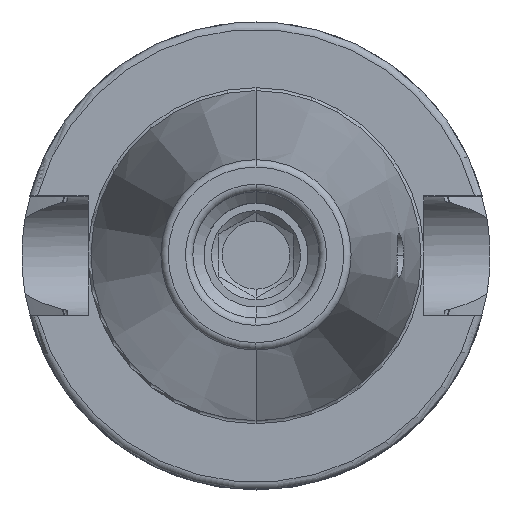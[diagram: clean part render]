
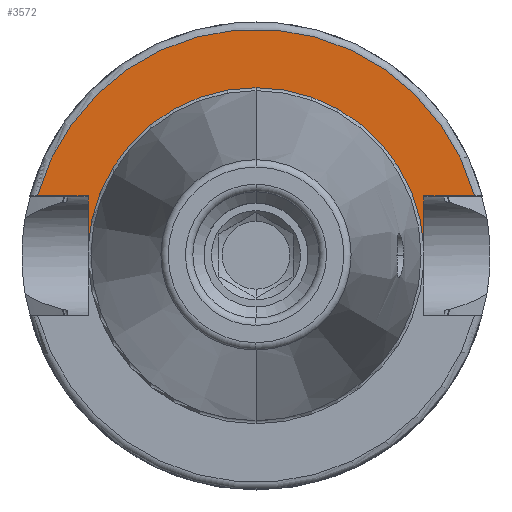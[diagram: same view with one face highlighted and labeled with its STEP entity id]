
A CAD part, top view. The second image highlights one B-rep face of the part: STEP entity #3572.
In plain terms, the highlighted planar face has unit normal (0, 0, 1).
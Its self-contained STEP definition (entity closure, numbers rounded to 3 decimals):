
#1003=DIRECTION('',(0,1,0));
#1004=VECTOR('',#1003,6.987);
#1005=CARTESIAN_POINT('',(-22.6,1.063,25));
#1006=LINE('',#1005,#1004);
#1007=DIRECTION('',(1,0,0));
#1008=VECTOR('',#1007,6.818);
#1009=CARTESIAN_POINT('',(-29.418,8.05,25));
#1010=LINE('',#1009,#1008);
#1011=DIRECTION('',(-1,0,0));
#1012=VECTOR('',#1011,6.818);
#1013=CARTESIAN_POINT('',(29.418,8.05,25));
#1014=LINE('',#1013,#1012);
#1015=DIRECTION('',(0,-1,0));
#1016=VECTOR('',#1015,6.987);
#1017=CARTESIAN_POINT('',(22.6,8.05,25));
#1018=LINE('',#1017,#1016);
#1025=CARTESIAN_POINT('',(0,0,25));
#1026=DIRECTION('',(0,0,1));
#1027=DIRECTION('',(0,1,0));
#1028=AXIS2_PLACEMENT_3D('',#1025,#1026,#1027);
#1056=CARTESIAN_POINT('',(0,0,25));
#1057=DIRECTION('',(0,0,-1));
#1058=DIRECTION('',(0,1,0));
#1059=AXIS2_PLACEMENT_3D('',#1056,#1057,#1058);
#1108=CARTESIAN_POINT('',(0,0,25));
#1109=DIRECTION('',(0,0,1));
#1110=DIRECTION('',(0.965,0.264,0));
#1111=AXIS2_PLACEMENT_3D('',#1108,#1109,#1110);
#2039=CARTESIAN_POINT('',(-22.6,1.063,25));
#2040=CARTESIAN_POINT('',(-22.6,8.05,25));
#2041=VERTEX_POINT('',#2039);
#2042=VERTEX_POINT('',#2040);
#2043=CARTESIAN_POINT('',(-29.418,8.05,25));
#2044=VERTEX_POINT('',#2043);
#2045=CARTESIAN_POINT('',(22.6,8.05,25));
#2046=CARTESIAN_POINT('',(22.6,1.063,25));
#2047=VERTEX_POINT('',#2045);
#2048=VERTEX_POINT('',#2046);
#2055=CARTESIAN_POINT('',(29.418,8.05,25));
#2056=VERTEX_POINT('',#2055);
#2103=CARTESIAN_POINT('',(0,22.625,25));
#2105=VERTEX_POINT('',#2103);
#3553=CARTESIAN_POINT('',(0,0,25));
#3554=DIRECTION('',(0,0,-1));
#3555=DIRECTION('',(0,-1,0));
#3556=AXIS2_PLACEMENT_3D('',#3553,#3554,#3555);
#3557=PLANE('',#3556);
#3558=ORIENTED_EDGE('',*,*,#3310,.T.);
#3559=ORIENTED_EDGE('',*,*,#3339,.F.);
#3561=ORIENTED_EDGE('',*,*,#3560,.F.);
#3563=ORIENTED_EDGE('',*,*,#3562,.T.);
#3565=ORIENTED_EDGE('',*,*,#3564,.T.);
#3567=ORIENTED_EDGE('',*,*,#3566,.F.);
#3569=ORIENTED_EDGE('',*,*,#3568,.T.);
#3570=EDGE_LOOP('',(#3558,#3559,#3561,#3563,#3565,#3567,#3569));
#3571=FACE_OUTER_BOUND('',#3570,.F.);
#3572=ADVANCED_FACE('',(#3571),#3557,.F.);
#1029=CIRCLE('',#1028,22.625);
#1060=CIRCLE('',#1059,22.625);
#1112=CIRCLE('',#1111,30.5);
#3310=EDGE_CURVE('',#2041,#2042,#1006,.T.);
#3339=EDGE_CURVE('',#2044,#2042,#1010,.T.);
#3560=EDGE_CURVE('',#2056,#2044,#1112,.T.);
#3562=EDGE_CURVE('',#2056,#2047,#1014,.T.);
#3564=EDGE_CURVE('',#2047,#2048,#1018,.T.);
#3566=EDGE_CURVE('',#2105,#2048,#1060,.T.);
#3568=EDGE_CURVE('',#2105,#2041,#1029,.T.);
